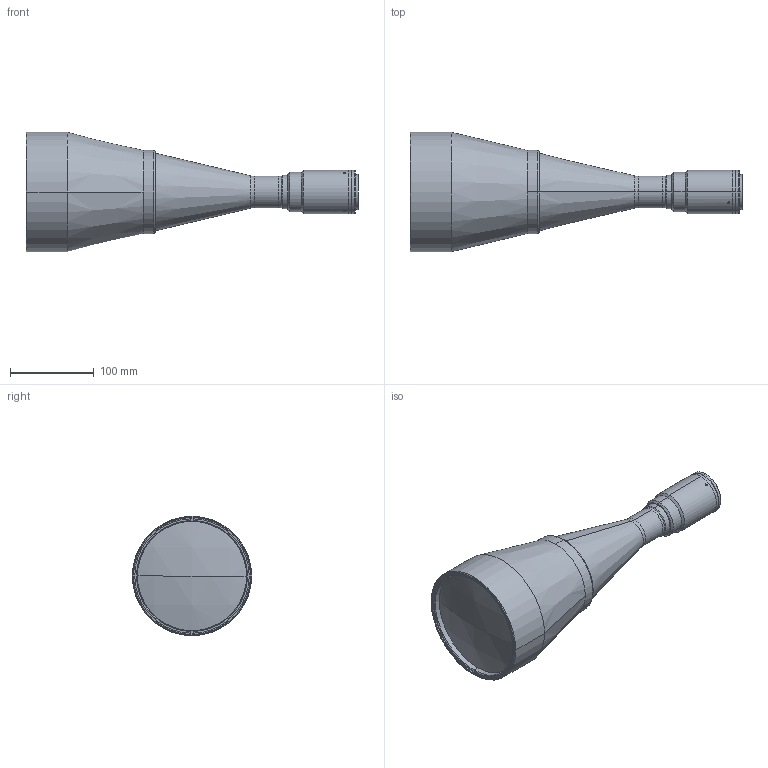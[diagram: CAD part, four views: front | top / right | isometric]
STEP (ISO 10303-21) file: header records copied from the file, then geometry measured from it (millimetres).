
FILE_DESCRIPTION (( 'STEP AP203' ), '1' );
FILE_NAME ('DP71443_TC4MHR096-E.step', '2021-10-05T15:58:35', ( '' ), ( '' ), 'SwSTEP 2.0', 'SolidWorks 2021', '' );
FILE_SCHEMA (( 'CONFIG_CONTROL_DESIGN' ));
Length unit declared in the file: millimetre
Products named in the file (1): DP71443_TC4MHR096-E
Bounding box: 397.58 x 143 x 143 mm (x, y, z)
Surface area: 153878.9 mm2 (no closed solid volume)
Topology: 0 solids, 16 shells, 92 faces, 261 edges, 186 vertices
Faces by surface type: cylinder 34, plane 32, cone 18, torus 6, sphere 2
Entity records: 3309 total; most frequent: CARTESIAN_POINT 780, DIRECTION 563, ORIENTED_EDGE 410, EDGE_CURVE 261, AXIS2_PLACEMENT_3D 225, VERTEX_POINT 186, CIRCLE 132, EDGE_LOOP 115
